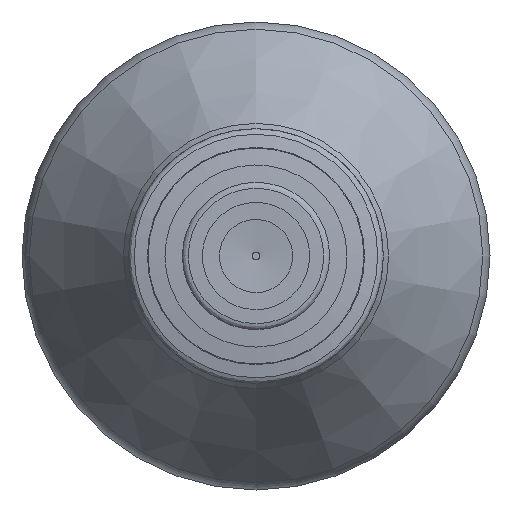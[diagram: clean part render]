
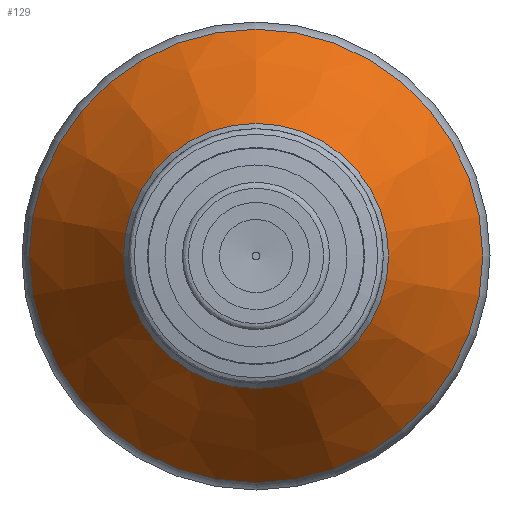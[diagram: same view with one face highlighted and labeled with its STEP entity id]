
A CAD part, left-side view. The second image highlights one B-rep face of the part: STEP entity #129.
In plain terms, the highlighted conical face has half-angle 34.509 degrees and reference radius 16.472 mm.
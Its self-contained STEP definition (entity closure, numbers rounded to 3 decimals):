
#114=CONICAL_SURFACE('',#519,16.472,34.509);
#129=ADVANCED_FACE('',(#186,#187),#114,.T.);
#186=FACE_BOUND('',#257,.T.);
#187=FACE_BOUND('',#258,.T.);
#257=EDGE_LOOP('',(#331));
#258=EDGE_LOOP('',(#332));
#331=ORIENTED_EDGE('',*,*,#430,.T.);
#332=ORIENTED_EDGE('',*,*,#429,.F.);
#392=VERTEX_POINT('',#724);
#393=VERTEX_POINT('',#727);
#429=EDGE_CURVE('',#392,#392,#466,.T.);
#430=EDGE_CURVE('',#393,#393,#467,.T.);
#466=CIRCLE('',#516,16.472);
#467=CIRCLE('',#518,9.63);
#516=AXIS2_PLACEMENT_3D('',#723,#600,#601);
#518=AXIS2_PLACEMENT_3D('',#726,#604,#605);
#519=AXIS2_PLACEMENT_3D('',#728,#606,#607);
#600=DIRECTION('',(1.,0.,0.));
#601=DIRECTION('',(0.,0.,1.));
#604=DIRECTION('',(1.,0.,0.));
#605=DIRECTION('',(0.,0.,1.));
#606=DIRECTION('',(1.,0.,0.));
#607=DIRECTION('',(0.,0.,-1.));
#723=CARTESIAN_POINT('',(70.232,0.,0.));
#724=CARTESIAN_POINT('',(70.232,0.,16.472));
#726=CARTESIAN_POINT('',(60.28,0.,0.));
#727=CARTESIAN_POINT('',(60.28,0.,9.63));
#728=CARTESIAN_POINT('',(70.232,0.,0.));
